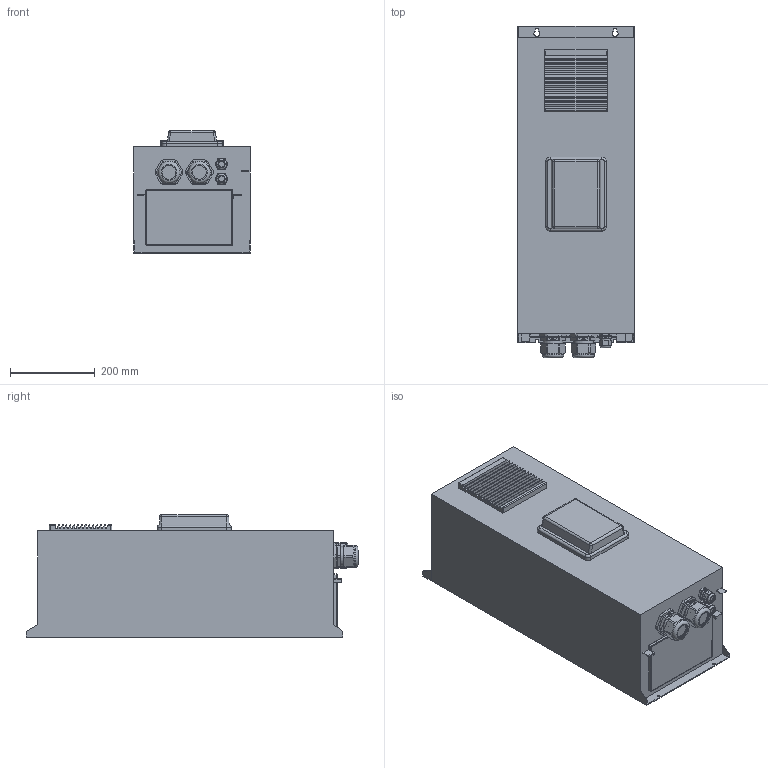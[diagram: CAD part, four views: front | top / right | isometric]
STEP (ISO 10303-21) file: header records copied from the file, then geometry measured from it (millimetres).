
FILE_DESCRIPTION(('STEP AP242'), '1');
FILE_NAME('祏瀁譇賚歑 15', '', ('UNSPECIFIED'), ('UNSPECIFIED'), 'C3D Converter', 'C3D Toolkit', '');
FILE_SCHEMA(('AP242_MANAGED_MODEL_BASED_3D_ENGINEERING_MIM_LF { 1 0 10303 442 1 1 4 }'));
Length unit declared in the file: millimetre
Products named in the file (7): 4. VF-101-P37K-0075-A-T4-C54-B-H - VF-101-P45K-0090-A-T4-C54-B-H; Корпус 3; Крышка; Решетка 5 148мм; Решетка снизу; YSA20-14-16-54-K41 Ñàëüíèê PG 16 äèàìåòð ïðîâîäíèêà 9-13ìì IP54 ÈÝÊ; YSA20-32-36-54-K41 Ñàëüíèê PG 36 äèàìåòð ïðîâîäíèêà 24-32ìì IP54 ÈÝÊ
Assembly tree (8 placements, depth 2):
  4. VF-101-P37K-0075-A-T4-C54-B-H - VF-101-P45K-0090-A-T4-C54-B-H
    Корпус 3
    Крышка
    Решетка 5 148мм
    Решетка снизу
    YSA20-14-16-54-K41 Ñàëüíèê PG 16 äèàìåòð ïðîâîäíèêà 9-13ìì IP54 ÈÝÊ  x2
    YSA20-32-36-54-K41 Ñàëüíèê PG 36 äèàìåòð ïðîâîäíèêà 24-32ìì IP54 ÈÝÊ  x2
Bounding box: 275 x 785.5 x 290 mm (x, y, z)
Volume: 49745740.6 mm3; surface area: 1230689 mm2
Topology: 24 solids, 24 shells, 1693 faces, 4528 edges, 2992 vertices
Faces by surface type: plane 1179, bspline 222, cylinder 188, cone 92, sphere 8, torus 4
Full cylindrical faces by diameter (mm): 14 x2, 14.6 x2, 15.5 x2, 17.5 x2, 17.8 x2, 20 x2, 20.6 x2, 22 x10, 25 x2, 27 x2, 32.5 x2, 33 x2, 34.5 x2, 40 x2, 40.5 x2, 44 x2, 45.6 x2, 47 x10, 51.5 x2, 53 x2
Entity records: 61399 total; most frequent: CARTESIAN_POINT 35139, ORIENTED_EDGE 5006, DIRECTION 4105, EDGE_CURVE 2503, VERTEX_POINT 1668, LINE 1625, VECTOR 1625, AXIS2_PLACEMENT_3D 1240
